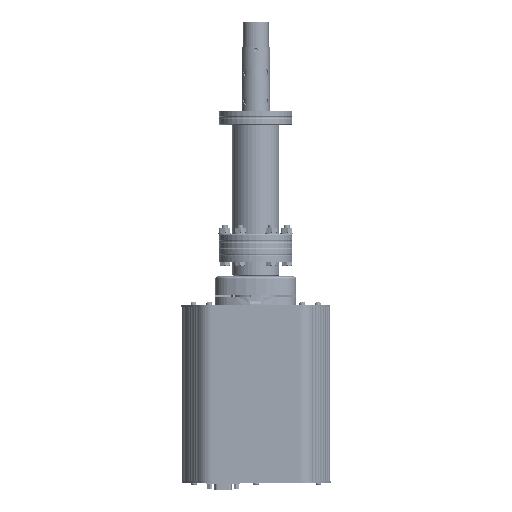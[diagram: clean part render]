
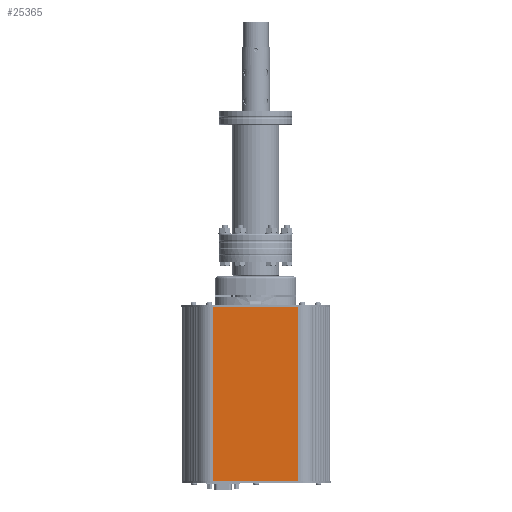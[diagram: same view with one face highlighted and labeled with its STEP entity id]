
A CAD part, front view. The second image highlights one B-rep face of the part: STEP entity #25365.
In plain terms, the highlighted planar face has unit normal (0, -1, 0).
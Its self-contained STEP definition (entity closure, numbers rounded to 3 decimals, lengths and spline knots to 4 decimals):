
#5330=FACE_OUTER_BOUND('',#37010,.T.);
#8701=LINE('',#130978,#12865);
#8722=LINE('',#131078,#12886);
#8723=LINE('',#131080,#12887);
#8724=LINE('',#131082,#12888);
#12865=VECTOR('',#104636,1.);
#12886=VECTOR('',#104749,1.);
#12887=VECTOR('',#104752,1.);
#12888=VECTOR('',#104753,1.);
#25365=ADVANCED_FACE('',(#5330),#28484,.T.);
#28484=PLANE('',#88876);
#37010=EDGE_LOOP('',(#50998,#50999,#51000,#51001));
#50998=ORIENTED_EDGE('',*,*,#74369,.T.);
#50999=ORIENTED_EDGE('',*,*,#74368,.T.);
#51000=ORIENTED_EDGE('',*,*,#74317,.T.);
#51001=ORIENTED_EDGE('',*,*,#74370,.F.);
#65026=VERTEX_POINT('',#130977);
#65027=VERTEX_POINT('',#130979);
#65059=VERTEX_POINT('',#131077);
#65060=VERTEX_POINT('',#131081);
#74317=EDGE_CURVE('',#65027,#65026,#8701,.T.);
#74368=EDGE_CURVE('',#65059,#65027,#8722,.T.);
#74369=EDGE_CURVE('',#65060,#65059,#8723,.T.);
#74370=EDGE_CURVE('',#65060,#65026,#8724,.T.);
#88876=AXIS2_PLACEMENT_3D('',#131083,#104754,#104755);
#104636=DIRECTION('',(-1.,0.,0.));
#104749=DIRECTION('',(0.,0.,1.));
#104752=DIRECTION('',(1.,0.,0.));
#104753=DIRECTION('',(0.,0.,1.));
#104754=DIRECTION('',(0.,-1.,0.));
#104755=DIRECTION('',(0.,0.,1.));
#130977=CARTESIAN_POINT('',(-1.3448,-2.7728,6.6359));
#130978=CARTESIAN_POINT('',(1.8294,-2.7728,6.6359));
#130979=CARTESIAN_POINT('',(1.8294,-2.7728,6.6359));
#131077=CARTESIAN_POINT('',(1.8294,-2.7728,0.1399));
#131078=CARTESIAN_POINT('',(1.8294,-2.7728,0.1399));
#131080=CARTESIAN_POINT('',(-1.3448,-2.7728,0.1399));
#131081=CARTESIAN_POINT('',(-1.3448,-2.7728,0.1399));
#131082=CARTESIAN_POINT('',(-1.3448,-2.7728,0.1399));
#131083=CARTESIAN_POINT('',(-1.3448,-2.7728,0.1399));
